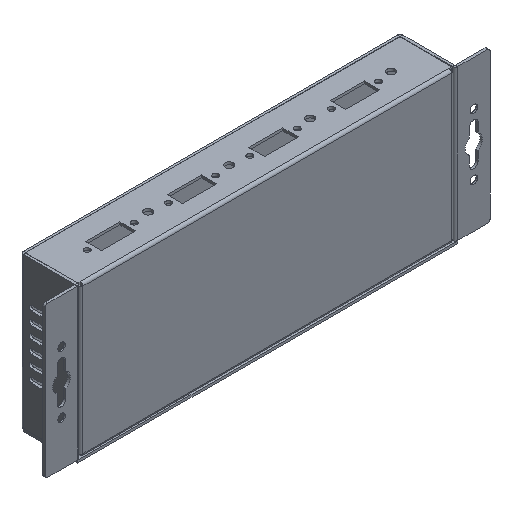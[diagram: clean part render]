
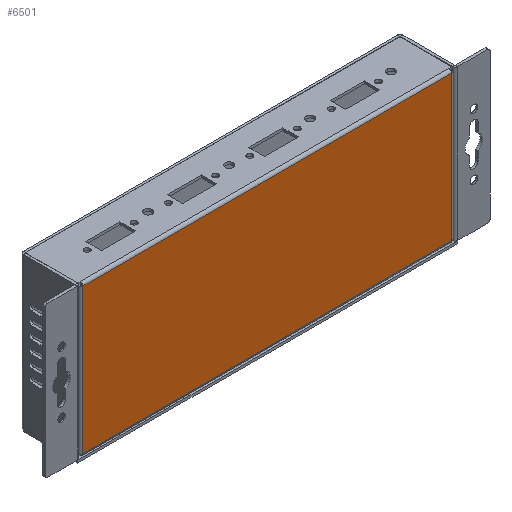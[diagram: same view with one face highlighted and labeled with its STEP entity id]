
A CAD part, isometric view. The second image highlights one B-rep face of the part: STEP entity #6501.
In plain terms, the highlighted planar face has unit normal (0, -1, 0).
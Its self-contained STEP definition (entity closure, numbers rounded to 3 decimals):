
#361=LINE('',#9416,#940);
#369=LINE('',#9441,#948);
#375=LINE('',#9459,#954);
#376=LINE('',#9460,#955);
#940=VECTOR('',#7749,10.);
#948=VECTOR('',#7783,10.);
#954=VECTOR('',#7805,10.);
#955=VECTOR('',#7806,10.);
#1462=PLANE('',#6997);
#1856=FACE_OUTER_BOUND('',#2281,.T.);
#2281=EDGE_LOOP('',(#4750,#4751,#4752,#4753));
#3042=VERTEX_POINT('',#9413);
#3043=VERTEX_POINT('',#9415);
#3047=VERTEX_POINT('',#9440);
#3051=VERTEX_POINT('',#9458);
#3694=EDGE_CURVE('',#3043,#3042,#361,.T.);
#3707=EDGE_CURVE('',#3047,#3043,#369,.T.);
#3717=EDGE_CURVE('',#3042,#3051,#375,.T.);
#3718=EDGE_CURVE('',#3051,#3047,#376,.T.);
#4750=ORIENTED_EDGE('',*,*,#3694,.T.);
#4751=ORIENTED_EDGE('',*,*,#3717,.T.);
#4752=ORIENTED_EDGE('',*,*,#3718,.T.);
#4753=ORIENTED_EDGE('',*,*,#3707,.T.);
#6501=ADVANCED_FACE('',(#1856),#1462,.F.);
#6997=AXIS2_PLACEMENT_3D('',#9457,#7803,#7804);
#7749=DIRECTION('',(1.,0.,0.));
#7783=DIRECTION('',(0.,0.,-1.));
#7803=DIRECTION('center_axis',(0.,1.,0.));
#7804=DIRECTION('ref_axis',(0.,0.,1.));
#7805=DIRECTION('',(0.,0.,1.));
#7806=DIRECTION('',(-1.,0.,0.));
#9413=CARTESIAN_POINT('',(73.9,0.,-29.075));
#9415=CARTESIAN_POINT('',(-73.9,0.,-29.075));
#9416=CARTESIAN_POINT('',(-36.95,0.,-29.075));
#9440=CARTESIAN_POINT('',(-73.9,0.,29.075));
#9441=CARTESIAN_POINT('',(-73.9,0.,14.538));
#9457=CARTESIAN_POINT('Origin',(0.,0.,0.));
#9458=CARTESIAN_POINT('',(73.9,0.,29.075));
#9459=CARTESIAN_POINT('',(73.9,0.,-15.088));
#9460=CARTESIAN_POINT('',(37.5,0.,29.075));
